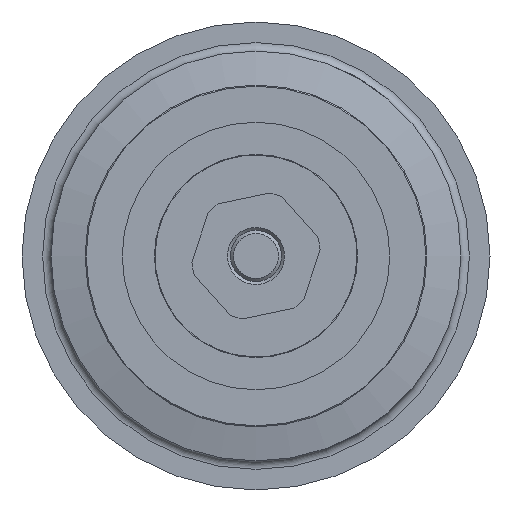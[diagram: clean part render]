
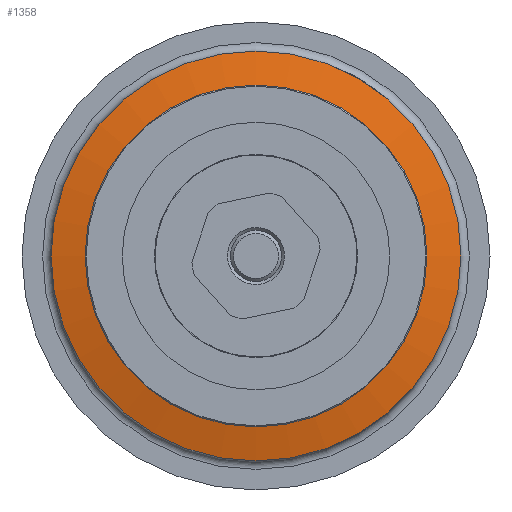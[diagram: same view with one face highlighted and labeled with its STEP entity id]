
A CAD part, front view. The second image highlights one B-rep face of the part: STEP entity #1358.
In plain terms, the highlighted conical face has half-angle 77.224 degrees and reference radius 32.16 mm.
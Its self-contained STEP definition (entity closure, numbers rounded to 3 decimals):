
#18=CONICAL_SURFACE('',#1514,32.16,1.348);
#153=FACE_OUTER_BOUND('',#257,.T.);
#257=EDGE_LOOP('',(#997,#998,#999,#1000));
#355=LINE('',#2641,#423);
#423=VECTOR('',#1792,32.16);
#517=CIRCLE('',#1515,27.75);
#518=CIRCLE('',#1516,36.57);
#626=VERTEX_POINT('',#2638);
#627=VERTEX_POINT('',#2640);
#770=EDGE_CURVE('',#626,#626,#517,.T.);
#771=EDGE_CURVE('',#626,#627,#355,.T.);
#772=EDGE_CURVE('',#627,#627,#518,.T.);
#997=ORIENTED_EDGE('',*,*,#770,.F.);
#998=ORIENTED_EDGE('',*,*,#771,.T.);
#999=ORIENTED_EDGE('',*,*,#772,.T.);
#1000=ORIENTED_EDGE('',*,*,#771,.F.);
#1358=ADVANCED_FACE('',(#153),#18,.T.);
#1514=AXIS2_PLACEMENT_3D('',#2637,#1788,#1789);
#1515=AXIS2_PLACEMENT_3D('',#2639,#1790,#1791);
#1516=AXIS2_PLACEMENT_3D('',#2642,#1793,#1794);
#1788=DIRECTION('center_axis',(0.,1.,0.));
#1789=DIRECTION('ref_axis',(0.,0.,
-1.));
#1790=DIRECTION('center_axis',(0.,-1.,0.));
#1791=DIRECTION('ref_axis',(0.,0.,
-1.));
#1792=DIRECTION('',(0.,0.221,0.975));
#1793=DIRECTION('center_axis',(0.,-1.,0.));
#1794=DIRECTION('ref_axis',(0.,0.,
-1.));
#2637=CARTESIAN_POINT('Origin',(0.,1.,0.));
#2638=CARTESIAN_POINT('',(0.,0.,27.75));
#2639=CARTESIAN_POINT('Origin',(0.,0.,
0.));
#2640=CARTESIAN_POINT('',(0.,2.,36.57));
#2641=CARTESIAN_POINT('',(0.,1.,32.16));
#2642=CARTESIAN_POINT('Origin',(0.,2.,0.));
